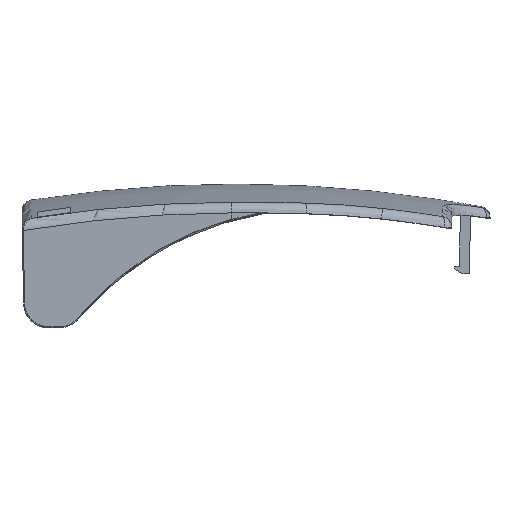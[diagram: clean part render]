
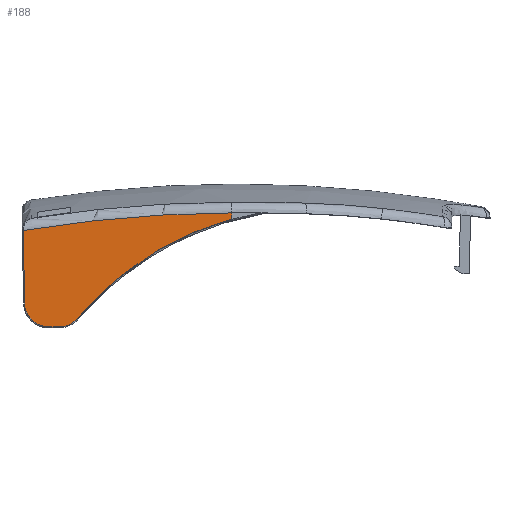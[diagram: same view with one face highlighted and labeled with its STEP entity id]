
A CAD part, left-side view. The second image highlights one B-rep face of the part: STEP entity #188.
In plain terms, the highlighted planar face has unit normal (-1, 0, -0.018).
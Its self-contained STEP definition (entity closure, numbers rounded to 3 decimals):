
#75 = CARTESIAN_POINT ( 'NONE',  ( -44.486, 41.966, 34.213 ) ) ;
#85 = CARTESIAN_POINT ( 'NONE',  ( -44.716, 13.119, 47.421 ) ) ;
#123 = VECTOR ( 'NONE', #169, 1000. ) ;
#147 = CARTESIAN_POINT ( 'NONE',  ( -44.403, 35.167, 29.497 ) ) ;
#169 = DIRECTION ( 'NONE',  ( 0., -1., 0. ) ) ;
#172 = CARTESIAN_POINT ( 'NONE',  ( -44.773, 1.172, 50.691 ) ) ;
#188 = ADVANCED_FACE ( 'NONE', ( #1428 ), #3000, .T. ) ;
#329 = ORIENTED_EDGE ( 'NONE', *, *, #2542, .T. ) ;
#492 = CARTESIAN_POINT ( 'NONE',  ( -44.403, 39.94, 29.497 ) ) ;
#493 =( BOUNDED_CURVE ( )  B_SPLINE_CURVE ( 3, ( #3983, #4766, #85, #2818 ),
 .UNSPECIFIED., .F., .T. ) 
 B_SPLINE_CURVE_WITH_KNOTS ( ( 4, 4 ),
 ( 2.267, 2.874 ),
 .UNSPECIFIED. ) 
 CURVE ( )  GEOMETRIC_REPRESENTATION_ITEM ( )  RATIONAL_B_SPLINE_CURVE ( ( 1., 0.969, 0.969, 1. ) ) 
 REPRESENTATION_ITEM ( '' )  );
#554 = LINE ( 'NONE', #2061, #1519 ) ;
#569 = EDGE_CURVE ( 'NONE', #1762, #4642, #3315, .T. ) ;
#668 = CARTESIAN_POINT ( 'NONE',  ( -44.486, 41.966, 34.213 ) ) ;
#695 = CARTESIAN_POINT ( 'NONE',  ( -44.735, 42.215, 48.465 ) ) ;
#708 = VERTEX_POINT ( 'NONE', #695 ) ;
#759 = ORIENTED_EDGE ( 'NONE', *, *, #4873, .T. ) ;
#810 = VERTEX_POINT ( 'NONE', #4777 ) ;
#873 = EDGE_CURVE ( 'NONE', #2710, #2940, #4702, .T. ) ;
#1041 = CARTESIAN_POINT ( 'NONE',  ( -44.4, 0.17, 29.3 ) ) ;
#1153 = AXIS2_PLACEMENT_3D ( 'NONE', #1041, #4166, #4137 ) ;
#1172 = B_SPLINE_CURVE_WITH_KNOTS ( 'NONE', 3,
 ( #172, #2106, #1698, #2080 ),
 .UNSPECIFIED., .F., .F.,
 ( 4, 4 ),
 ( 0., 0.001 ),
 .UNSPECIFIED. ) ;
#1295 = CARTESIAN_POINT ( 'NONE',  ( -44.735, 42.215, 48.477 ) ) ;
#1347 = CARTESIAN_POINT ( 'NONE',  ( -44.795, 1.216, 51.948 ) ) ;
#1428 = FACE_OUTER_BOUND ( 'NONE', #4955, .T. ) ;
#1431 = DIRECTION ( 'NONE',  ( 0.017, 0., -1. ) ) ;
#1519 = VECTOR ( 'NONE', #4740, 1000. ) ;
#1698 = CARTESIAN_POINT ( 'NONE',  ( -44.788, 1.201, 51.529 ) ) ;
#1762 = VERTEX_POINT ( 'NONE', #2168 ) ;
#1839 = DIRECTION ( 'NONE',  ( -1., 0., -0.017 ) ) ;
#1998 = EDGE_CURVE ( 'NONE', #4385, #4769, #1172, .T. ) ;
#2032 = CARTESIAN_POINT ( 'NONE',  ( -44.434, 31.483, 31.219 ) ) ;
#2061 = CARTESIAN_POINT ( 'NONE',  ( -44.387, 41.867, 28.572 ) ) ;
#2080 = CARTESIAN_POINT ( 'NONE',  ( -44.795, 1.216, 51.948 ) ) ;
#2087 = CARTESIAN_POINT ( 'NONE',  ( -44.735, 42.215, 48.465 ) ) ;
#2099 = ORIENTED_EDGE ( 'NONE', *, *, #873, .T. ) ;
#2106 = CARTESIAN_POINT ( 'NONE',  ( -44.781, 1.186, 51.11 ) ) ;
#2145 = AXIS2_PLACEMENT_3D ( 'NONE', #3383, #1839, #1431 ) ;
#2168 = CARTESIAN_POINT ( 'NONE',  ( -44.403, 35.167, 29.497 ) ) ;
#2497 = EDGE_CURVE ( 'NONE', #708, #2710, #554, .T. ) ;
#2542 = EDGE_CURVE ( 'NONE', #4642, #4385, #493, .T. ) ;
#2664 = ORIENTED_EDGE ( 'NONE', *, *, #2497, .T. ) ;
#2710 = VERTEX_POINT ( 'NONE', #668 ) ;
#2788 = CARTESIAN_POINT ( 'NONE',  ( -44.403, 35.167, 29.497 ) ) ;
#2791 = CIRCLE ( 'NONE', #2145, 256.67 ) ;
#2818 = CARTESIAN_POINT ( 'NONE',  ( -44.773, 1.172, 50.691 ) ) ;
#2839 = ORIENTED_EDGE ( 'NONE', *, *, #2856, .T. ) ;
#2853 = CARTESIAN_POINT ( 'NONE',  ( -44.437, 41.917, 31.44 ) ) ;
#2856 = EDGE_CURVE ( 'NONE', #2940, #1762, #4708, .T. ) ;
#2940 = VERTEX_POINT ( 'NONE', #4357 ) ;
#2983 = EDGE_CURVE ( 'NONE', #4769, #810, #2791, .T. ) ;
#3000 = PLANE ( 'NONE',  #1153 ) ;
#3155 = ORIENTED_EDGE ( 'NONE', *, *, #569, .T. ) ;
#3173 = ORIENTED_EDGE ( 'NONE', *, *, #1998, .T. ) ;
#3221 = CARTESIAN_POINT ( 'NONE',  ( -44.403, 33.72, 29.497 ) ) ;
#3315 =( BOUNDED_CURVE ( )  B_SPLINE_CURVE ( 3, ( #2788, #3221, #4336, #2032 ),
 .UNSPECIFIED., .F., .F. ) 
 B_SPLINE_CURVE_WITH_KNOTS ( ( 4, 4 ),
 ( 0., 0.875 ),
 .UNSPECIFIED. ) 
 CURVE ( )  GEOMETRIC_REPRESENTATION_ITEM ( )  RATIONAL_B_SPLINE_CURVE ( ( 1., 0.937, 0.937, 1. ) ) 
 REPRESENTATION_ITEM ( '' )  );
#3383 = CARTESIAN_POINT ( 'NONE',  ( -40.316, 0.17, -204.681 ) ) ;
#3983 = CARTESIAN_POINT ( 'NONE',  ( -44.434, 31.483, 31.219 ) ) ;
#4137 = DIRECTION ( 'NONE',  ( 0.017, 0., -1. ) ) ;
#4166 = DIRECTION ( 'NONE',  ( -1., 0., -0.017 ) ) ;
#4194 = CARTESIAN_POINT ( 'NONE',  ( -44.434, 31.483, 31.219 ) ) ;
#4336 = CARTESIAN_POINT ( 'NONE',  ( -44.414, 32.41, 30.109 ) ) ;
#4357 = CARTESIAN_POINT ( 'NONE',  ( -44.403, 37.167, 29.497 ) ) ;
#4385 = VERTEX_POINT ( 'NONE', #4426 ) ;
#4388 = CARTESIAN_POINT ( 'NONE',  ( -44.735, 42.215, 48.471 ) ) ;
#4426 = CARTESIAN_POINT ( 'NONE',  ( -44.773, 1.172, 50.691 ) ) ;
#4441 = B_SPLINE_CURVE_WITH_KNOTS ( 'NONE', 3,
 ( #4767, #1295, #4388, #2087 ),
 .UNSPECIFIED., .F., .F.,
 ( 4, 4 ),
 ( 0., 0. ),
 .UNSPECIFIED. ) ;
#4469 = ORIENTED_EDGE ( 'NONE', *, *, #2983, .T. ) ;
#4642 = VERTEX_POINT ( 'NONE', #4194 ) ;
#4702 =( BOUNDED_CURVE ( )  B_SPLINE_CURVE ( 3, ( #75, #2853, #492, #4707 ),
 .UNSPECIFIED., .F., .F. ) 
 B_SPLINE_CURVE_WITH_KNOTS ( ( 4, 4 ),
 ( 4.73, 6.283 ),
 .UNSPECIFIED. ) 
 CURVE ( )  GEOMETRIC_REPRESENTATION_ITEM ( )  RATIONAL_B_SPLINE_CURVE ( ( 1., 0.809, 0.809, 1. ) ) 
 REPRESENTATION_ITEM ( '' )  );
#4707 = CARTESIAN_POINT ( 'NONE',  ( -44.403, 37.167, 29.497 ) ) ;
#4708 = LINE ( 'NONE', #147, #123 ) ;
#4740 = DIRECTION ( 'NONE',  ( 0.017, -0.017, -1. ) ) ;
#4766 = CARTESIAN_POINT ( 'NONE',  ( -44.599, 23.541, 40.726 ) ) ;
#4767 = CARTESIAN_POINT ( 'NONE',  ( -44.735, 42.215, 48.483 ) ) ;
#4769 = VERTEX_POINT ( 'NONE', #1347 ) ;
#4777 = CARTESIAN_POINT ( 'NONE',  ( -44.735, 42.215, 48.483 ) ) ;
#4873 = EDGE_CURVE ( 'NONE', #810, #708, #4441, .T. ) ;
#4955 = EDGE_LOOP ( 'NONE', ( #4469, #759, #2664, #2099, #2839, #3155, #329, #3173 ) ) ;
